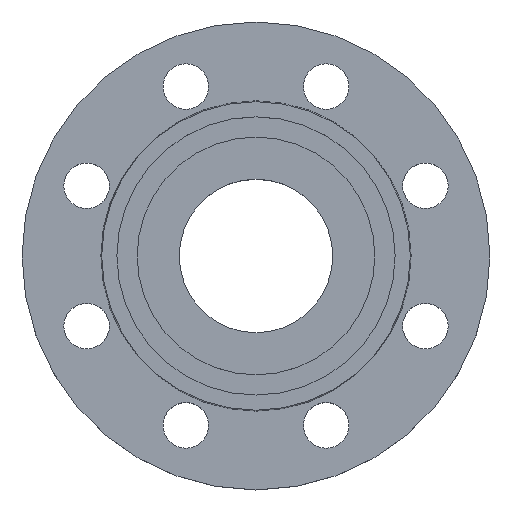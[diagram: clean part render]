
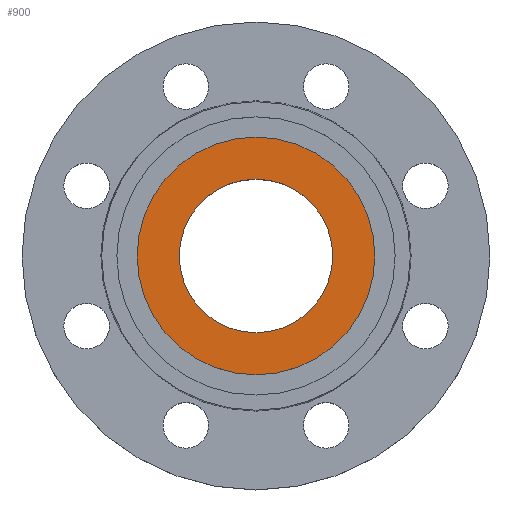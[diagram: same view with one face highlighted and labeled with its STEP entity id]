
A CAD part, top view. The second image highlights one B-rep face of the part: STEP entity #900.
In plain terms, the highlighted planar face has unit normal (0, 0, 1).
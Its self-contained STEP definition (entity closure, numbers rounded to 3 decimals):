
#67 = CARTESIAN_POINT ( 'NONE',  ( -47., 0., 0. ) ) ;
#121 = CARTESIAN_POINT ( 'NONE',  ( 47., 0., 0. ) ) ;
#137 = CARTESIAN_POINT ( 'NONE',  ( 0., 0., 0. ) ) ;
#138 = DIRECTION ( 'NONE',  ( 0., 0., 1. ) ) ;
#140 = DIRECTION ( 'NONE',  ( 1., 0., 0. ) ) ;
#142 = PLANE ( 'NONE',  #704 ) ;
#143 = FACE_OUTER_BOUND ( 'NONE', #709, .T. ) ;
#144 = FACE_BOUND ( 'NONE', #1024, .T. ) ;
#153 = AXIS2_PLACEMENT_3D ( 'NONE', #451, #445, #441 ) ;
#155 = CIRCLE ( 'NONE', #153, 30.335 ) ;
#196 = CIRCLE ( 'NONE', #197, 47. ) ;
#197 = AXIS2_PLACEMENT_3D ( 'NONE', #668, #622, #670 ) ;
#221 = EDGE_CURVE ( 'NONE', #922, #972, #196, .T. ) ;
#292 = CARTESIAN_POINT ( 'NONE',  ( 30.335, 0., 0. ) ) ;
#352 = DIRECTION ( 'NONE',  ( 1., 0., 0. ) ) ;
#354 = DIRECTION ( 'NONE',  ( 0., 0., 1. ) ) ;
#355 = CARTESIAN_POINT ( 'NONE',  ( 0., 0., 0. ) ) ;
#401 = CIRCLE ( 'NONE', #404, 30.335 ) ;
#404 = AXIS2_PLACEMENT_3D ( 'NONE', #355, #354, #352 ) ;
#406 = EDGE_CURVE ( 'NONE', #972, #922, #1001, .T. ) ;
#441 = DIRECTION ( 'NONE',  ( 1., 0., 0. ) ) ;
#445 = DIRECTION ( 'NONE',  ( 0., 0., 1. ) ) ;
#451 = CARTESIAN_POINT ( 'NONE',  ( 0., 0., 0. ) ) ;
#514 = EDGE_CURVE ( 'NONE', #1091, #736, #155, .T. ) ;
#556 = DIRECTION ( 'NONE',  ( -1., 0., 0. ) ) ;
#558 = DIRECTION ( 'NONE',  ( 0., 0., -1. ) ) ;
#561 = CARTESIAN_POINT ( 'NONE',  ( 0., 0., 0. ) ) ;
#622 = DIRECTION ( 'NONE',  ( 0., 0., -1. ) ) ;
#627 = EDGE_CURVE ( 'NONE', #736, #1091, #401, .T. ) ;
#668 = CARTESIAN_POINT ( 'NONE',  ( 0., 0., 0. ) ) ;
#670 = DIRECTION ( 'NONE',  ( -1., 0., 0. ) ) ;
#704 = AXIS2_PLACEMENT_3D ( 'NONE', #137, #138, #140 ) ;
#709 = EDGE_LOOP ( 'NONE', ( #754, #759 ) ) ;
#736 = VERTEX_POINT ( 'NONE', #292 ) ;
#744 = ORIENTED_EDGE ( 'NONE', *, *, #627, .F. ) ;
#749 = ORIENTED_EDGE ( 'NONE', *, *, #514, .F. ) ;
#754 = ORIENTED_EDGE ( 'NONE', *, *, #406, .F. ) ;
#759 = ORIENTED_EDGE ( 'NONE', *, *, #221, .F. ) ;
#900 = ADVANCED_FACE ( 'NONE', ( #144, #143 ), #142, .T. ) ;
#922 = VERTEX_POINT ( 'NONE', #121 ) ;
#972 = VERTEX_POINT ( 'NONE', #67 ) ;
#1001 = CIRCLE ( 'NONE', #1002, 47. ) ;
#1002 = AXIS2_PLACEMENT_3D ( 'NONE', #561, #558, #556 ) ;
#1024 = EDGE_LOOP ( 'NONE', ( #744, #749 ) ) ;
#1091 = VERTEX_POINT ( 'NONE', #1111 ) ;
#1111 = CARTESIAN_POINT ( 'NONE',  ( -30.335, 0., 0. ) ) ;
